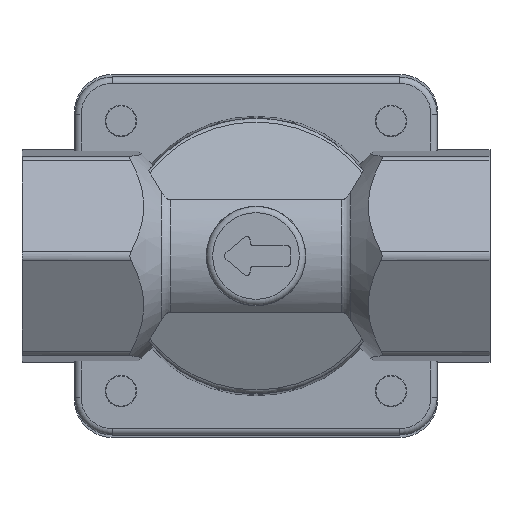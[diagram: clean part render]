
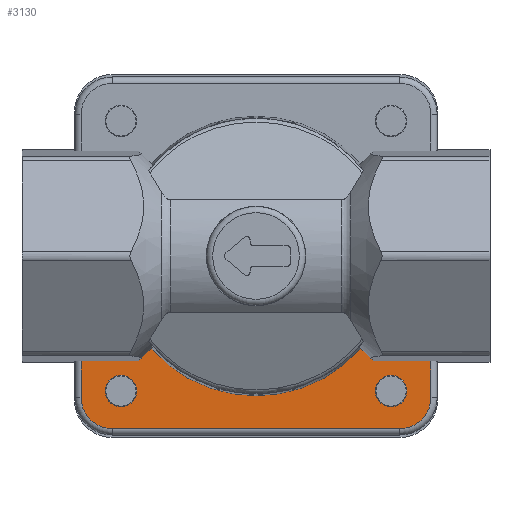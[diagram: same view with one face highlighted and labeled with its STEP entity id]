
A CAD part, front view. The second image highlights one B-rep face of the part: STEP entity #3130.
In plain terms, the highlighted planar face has unit normal (0, -1, 0).
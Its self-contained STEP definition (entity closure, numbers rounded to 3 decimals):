
#1283=CARTESIAN_POINT('',(21.5,10.3,-19.0));
#1284=VERTEX_POINT('',#1283);
#1285=CARTESIAN_POINT('',(21.5,10.3,-21.5));
#1286=DIRECTION('',(0.0,1.0,0.0));
#1287=DIRECTION('',(0.0,0.0,1.0));
#1288=AXIS2_PLACEMENT_3D('',#1285,#1286,#1287);
#1289=CIRCLE('',#1288,2.5);
#1290=EDGE_CURVE('',#1284,#1284,#1289,.F.);
#1385=CARTESIAN_POINT('',(-21.5,10.3,-19.0));
#1386=VERTEX_POINT('',#1385);
#1387=CARTESIAN_POINT('',(-21.5,10.3,-21.5));
#1388=DIRECTION('',(0.0,1.0,0.0));
#1389=DIRECTION('',(0.0,0.0,1.0));
#1390=AXIS2_PLACEMENT_3D('',#1387,#1388,#1389);
#1391=CIRCLE('',#1390,2.5);
#1392=EDGE_CURVE('',#1386,#1386,#1391,.F.);
#1934=CARTESIAN_POINT('',(-18.699,10.3,-16.699));
#1935=VERTEX_POINT('',#1934);
#1942=CARTESIAN_POINT('',(-16.701,10.3,-14.701));
#1943=VERTEX_POINT('',#1942);
#1944=CARTESIAN_POINT('',(-16.701,10.3,-14.701));
#1945=DIRECTION('',(-0.707,0.0,-0.707));
#1946=VECTOR('',#1945,2.825);
#1947=LINE('',#1944,#1946);
#1948=EDGE_CURVE('',#1943,#1935,#1947,.T.);
#1966=CARTESIAN_POINT('',(16.701,10.3,-14.701));
#1967=VERTEX_POINT('',#1966);
#1968=CARTESIAN_POINT('',(0.0,10.3,0.0));
#1969=DIRECTION('',(0.0,1.0,0.0));
#1970=DIRECTION('',(0.0,0.0,1.0));
#1971=AXIS2_PLACEMENT_3D('',#1968,#1969,#1970);
#1972=CIRCLE('',#1971,22.25);
#1973=EDGE_CURVE('',#1943,#1967,#1972,.F.);
#2080=CARTESIAN_POINT('',(18.699,10.3,-16.699));
#2081=VERTEX_POINT('',#2080);
#2095=CARTESIAN_POINT('',(18.699,10.3,-16.699));
#2096=DIRECTION('',(-0.707,0.0,0.707));
#2097=VECTOR('',#2096,2.825);
#2098=LINE('',#2095,#2097);
#2099=EDGE_CURVE('',#2081,#1967,#2098,.T.);
#3058=CARTESIAN_POINT('',(-27.85,10.3,28.5));
#3059=DIRECTION('',(0.0,1.0,0.0));
#3060=DIRECTION('',(0.0,0.0,1.0));
#3061=AXIS2_PLACEMENT_3D('',#3058,#3059,#3060);
#3062=PLANE('',#3061);
#3063=ORIENTED_EDGE('',*,*,#1948,.T.);
#3064=CARTESIAN_POINT('',(-27.85,10.3,-16.699));
#3065=VERTEX_POINT('',#3064);
#3066=CARTESIAN_POINT('',(-27.85,10.3,-16.699));
#3067=DIRECTION('',(1.0,0.0,0.0));
#3068=VECTOR('',#3067,9.151);
#3069=LINE('',#3066,#3068);
#3070=EDGE_CURVE('',#3065,#1935,#3069,.T.);
#3071=ORIENTED_EDGE('',*,*,#3070,.F.);
#3072=CARTESIAN_POINT('',(-27.85,10.3,-22.5));
#3073=VERTEX_POINT('',#3072);
#3074=CARTESIAN_POINT('',(-27.85,10.3,-16.699));
#3075=DIRECTION('',(0.0,0.0,-1.0));
#3076=VECTOR('',#3075,5.801);
#3077=LINE('',#3074,#3076);
#3078=EDGE_CURVE('',#3065,#3073,#3077,.T.);
#3079=ORIENTED_EDGE('',*,*,#3078,.T.);
#3080=CARTESIAN_POINT('',(-22.85,10.3,-27.5));
#3081=VERTEX_POINT('',#3080);
#3082=CARTESIAN_POINT('',(-22.85,10.3,-22.5));
#3083=DIRECTION('',(0.0,1.0,0.0));
#3084=DIRECTION('',(0.0,0.0,1.0));
#3085=AXIS2_PLACEMENT_3D('',#3082,#3083,#3084);
#3086=CIRCLE('',#3085,5.0);
#3087=EDGE_CURVE('',#3081,#3073,#3086,.T.);
#3088=ORIENTED_EDGE('',*,*,#3087,.F.);
#3089=CARTESIAN_POINT('',(22.85,10.3,-27.5));
#3090=VERTEX_POINT('',#3089);
#3091=CARTESIAN_POINT('',(22.85,10.3,-27.5));
#3092=DIRECTION('',(-1.0,0.0,0.0));
#3093=VECTOR('',#3092,45.7);
#3094=LINE('',#3091,#3093);
#3095=EDGE_CURVE('',#3090,#3081,#3094,.T.);
#3096=ORIENTED_EDGE('',*,*,#3095,.F.);
#3097=CARTESIAN_POINT('',(27.85,10.3,-22.5));
#3098=VERTEX_POINT('',#3097);
#3099=CARTESIAN_POINT('',(22.85,10.3,-22.5));
#3100=DIRECTION('',(0.0,-1.0,0.0));
#3101=DIRECTION('',(0.0,0.0,-1.0));
#3102=AXIS2_PLACEMENT_3D('',#3099,#3100,#3101);
#3103=CIRCLE('',#3102,5.0);
#3104=EDGE_CURVE('',#3090,#3098,#3103,.T.);
#3105=ORIENTED_EDGE('',*,*,#3104,.T.);
#3106=CARTESIAN_POINT('',(27.85,10.3,-16.699));
#3107=VERTEX_POINT('',#3106);
#3108=CARTESIAN_POINT('',(27.85,10.3,-16.699));
#3109=DIRECTION('',(0.0,0.0,-1.0));
#3110=VECTOR('',#3109,5.801);
#3111=LINE('',#3108,#3110);
#3112=EDGE_CURVE('',#3107,#3098,#3111,.T.);
#3113=ORIENTED_EDGE('',*,*,#3112,.F.);
#3114=CARTESIAN_POINT('',(27.85,10.3,-16.699));
#3115=DIRECTION('',(-1.0,0.0,0.0));
#3116=VECTOR('',#3115,9.151);
#3117=LINE('',#3114,#3116);
#3118=EDGE_CURVE('',#3107,#2081,#3117,.T.);
#3119=ORIENTED_EDGE('',*,*,#3118,.T.);
#3120=ORIENTED_EDGE('',*,*,#2099,.T.);
#3121=ORIENTED_EDGE('',*,*,#1973,.F.);
#3122=EDGE_LOOP('',(#3063,#3071,#3079,#3088,#3096,#3105,#3113,#3119,#3120,#3121));
#3123=FACE_OUTER_BOUND('',#3122,.T.);
#3124=ORIENTED_EDGE('',*,*,#1392,.F.);
#3125=EDGE_LOOP('',(#3124));
#3126=FACE_BOUND('',#3125,.T.);
#3127=ORIENTED_EDGE('',*,*,#1290,.F.);
#3128=EDGE_LOOP('',(#3127));
#3129=FACE_BOUND('',#3128,.T.);
#3130=ADVANCED_FACE('',(#3123,#3126,#3129),#3062,.F.);
